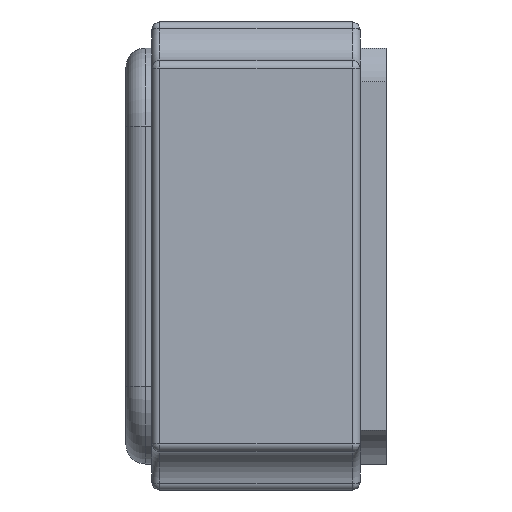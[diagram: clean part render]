
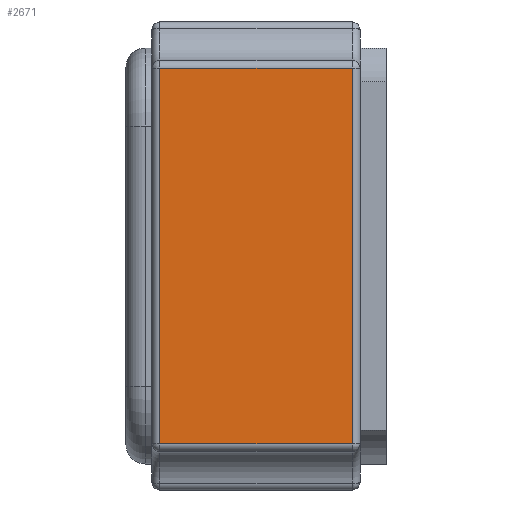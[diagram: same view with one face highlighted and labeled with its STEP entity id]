
A CAD part, left-side view. The second image highlights one B-rep face of the part: STEP entity #2671.
In plain terms, the highlighted planar face has unit normal (-1, 0, 0).
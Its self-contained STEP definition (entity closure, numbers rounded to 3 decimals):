
#221=PLANE('',#2846);
#341=FACE_OUTER_BOUND('',#510,.T.);
#510=EDGE_LOOP('',(#2247,#2248,#2249,#2250));
#721=LINE('',#4840,#938);
#729=LINE('',#4899,#946);
#730=LINE('',#4903,#947);
#731=LINE('',#4904,#948);
#938=VECTOR('',#3242,10.);
#946=VECTOR('',#3318,10.);
#947=VECTOR('',#3323,10.);
#948=VECTOR('',#3324,10.);
#1261=VERTEX_POINT('',#4834);
#1263=VERTEX_POINT('',#4838);
#1280=VERTEX_POINT('',#4898);
#1281=VERTEX_POINT('',#4902);
#1588=EDGE_CURVE('',#1263,#1261,#721,.T.);
#1617=EDGE_CURVE('',#1261,#1280,#729,.T.);
#1619=EDGE_CURVE('',#1281,#1263,#730,.T.);
#1620=EDGE_CURVE('',#1280,#1281,#731,.T.);
#2247=ORIENTED_EDGE('',*,*,#1588,.F.);
#2248=ORIENTED_EDGE('',*,*,#1619,.F.);
#2249=ORIENTED_EDGE('',*,*,#1620,.F.);
#2250=ORIENTED_EDGE('',*,*,#1617,.F.);
#2671=ADVANCED_FACE('',(#341),#221,.T.);
#2846=AXIS2_PLACEMENT_3D('',#4901,#3321,#3322);
#3242=DIRECTION('',(0.,0.,-1.));
#3318=DIRECTION('',(0.,1.,0.));
#3321=DIRECTION('center_axis',(-1.,0.,0.));
#3322=DIRECTION('ref_axis',(0.,0.,1.));
#3323=DIRECTION('',(0.,-1.,0.));
#3324=DIRECTION('',(0.,0.,1.));
#4834=CARTESIAN_POINT('',(5.,0.13,5.177));
#4838=CARTESIAN_POINT('',(5.,0.13,6.623));
#4840=CARTESIAN_POINT('',(5.,0.13,5.525));
#4898=CARTESIAN_POINT('',(5.,0.87,5.177));
#4899=CARTESIAN_POINT('',(5.,0.,5.177));
#4901=CARTESIAN_POINT('Origin',(5.,0.,5.15));
#4902=CARTESIAN_POINT('',(5.,0.87,6.623));
#4903=CARTESIAN_POINT('',(5.,0.,6.623));
#4904=CARTESIAN_POINT('',(5.,0.87,5.525));
